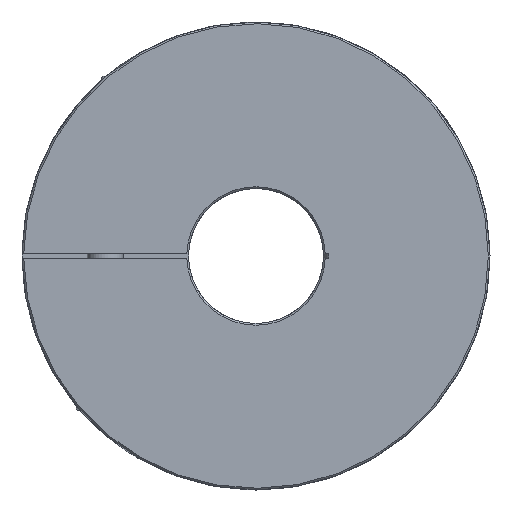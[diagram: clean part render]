
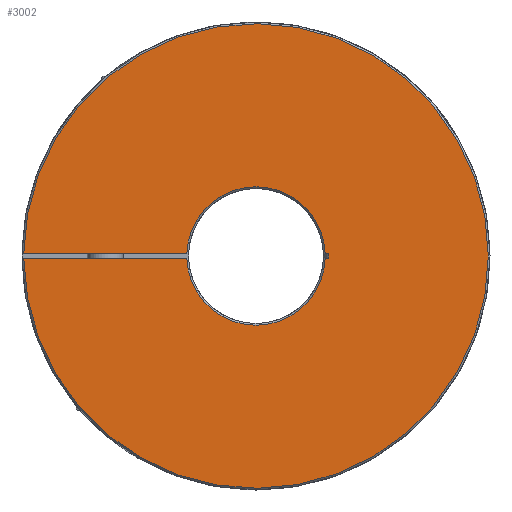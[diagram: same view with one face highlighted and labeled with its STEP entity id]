
A CAD part, left-side view. The second image highlights one B-rep face of the part: STEP entity #3002.
In plain terms, the highlighted planar face has unit normal (-1, 0, 0).
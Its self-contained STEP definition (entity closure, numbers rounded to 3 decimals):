
#628 = CIRCLE ( 'NONE', #3635, 15.381 ) ;
#1085 = CARTESIAN_POINT ( 'NONE',  ( -35., 0., 0. ) ) ;
#1093 = DIRECTION ( 'NONE',  ( -1., 0., 0. ) ) ;
#1094 = DIRECTION ( 'NONE',  ( 0., -1., 0. ) ) ;
#1541 = CARTESIAN_POINT ( 'NONE',  ( -35., 0., 0. ) ) ;
#1548 = PLANE ( 'NONE',  #3724 ) ;
#1551 = DIRECTION ( 'NONE',  ( -1., 0., 0. ) ) ;
#1552 = DIRECTION ( 'NONE',  ( 0., -1., 0. ) ) ;
#1627 = FACE_OUTER_BOUND ( 'NONE', #2324, .T. ) ;
#1687 = VECTOR ( 'NONE', #1964, 1000. ) ;
#1689 = LINE ( 'NONE', #1963, #1687 ) ;
#1690 = LINE ( 'NONE', #1959, #1693 ) ;
#1693 = VECTOR ( 'NONE', #1960, 1000. ) ;
#1694 = LINE ( 'NONE', #1965, #1700 ) ;
#1696 = LINE ( 'NONE', #1914, #1698 ) ;
#1698 = VECTOR ( 'NONE', #1966, 1000. ) ;
#1700 = VECTOR ( 'NONE', #1968, 1000. ) ;
#1702 = LINE ( 'NONE', #1969, #1703 ) ;
#1703 = VECTOR ( 'NONE', #1970, 1000. ) ;
#1705 = CIRCLE ( 'NONE', #3721, 51.619 ) ;
#1780 = CIRCLE ( 'NONE', #2176, 15.381 ) ;
#1886 = CARTESIAN_POINT ( 'NONE',  ( -35., 15.373, -0.5 ) ) ;
#1887 = CARTESIAN_POINT ( 'NONE',  ( -35., -15.373, -0.5 ) ) ;
#1891 = CARTESIAN_POINT ( 'NONE',  ( -35., -15.373, 0.5 ) ) ;
#1892 = CARTESIAN_POINT ( 'NONE',  ( -35., -16.218, 0.5 ) ) ;
#1893 = CARTESIAN_POINT ( 'NONE',  ( -35., -16.218, -0.5 ) ) ;
#1894 = CARTESIAN_POINT ( 'NONE',  ( -35., 51.617, -0.5 ) ) ;
#1895 = CARTESIAN_POINT ( 'NONE',  ( -35., 51.617, 0.5 ) ) ;
#1896 = CARTESIAN_POINT ( 'NONE',  ( -35., 15.373, 0.5 ) ) ;
#1914 = CARTESIAN_POINT ( 'NONE',  ( -35., -16.218, -23.431 ) ) ;
#1959 = CARTESIAN_POINT ( 'NONE',  ( -35., 0., -0.5 ) ) ;
#1960 = DIRECTION ( 'NONE',  ( 0., -1., 0. ) ) ;
#1963 = CARTESIAN_POINT ( 'NONE',  ( -35., -16.218, -0.5 ) ) ;
#1964 = DIRECTION ( 'NONE',  ( 0., 1., 0. ) ) ;
#1965 = CARTESIAN_POINT ( 'NONE',  ( -35., -16.218, 0.5 ) ) ;
#1966 = DIRECTION ( 'NONE',  ( 0., 0., 1. ) ) ;
#1967 = CARTESIAN_POINT ( 'NONE',  ( -35., 0., 0. ) ) ;
#1968 = DIRECTION ( 'NONE',  ( 0., -1., 0. ) ) ;
#1969 = CARTESIAN_POINT ( 'NONE',  ( -35., 0., 0.5 ) ) ;
#1970 = DIRECTION ( 'NONE',  ( 0., -1., 0. ) ) ;
#1971 = DIRECTION ( 'NONE',  ( 1., 0., 0. ) ) ;
#1972 = DIRECTION ( 'NONE',  ( 0., -1., 0. ) ) ;
#2123 = CARTESIAN_POINT ( 'NONE',  ( -35., 0., 0. ) ) ;
#2125 = DIRECTION ( 'NONE',  ( -1., 0., 0. ) ) ;
#2126 = DIRECTION ( 'NONE',  ( 0., -1., 0. ) ) ;
#2176 = AXIS2_PLACEMENT_3D ( 'NONE', #2123, #2125, #2126 ) ;
#2324 = EDGE_LOOP ( 'NONE', ( #3271, #3272, #3273, #3274, #3275, #3276, #3277, #3278 ) ) ;
#2757 = EDGE_CURVE ( 'NONE', #3391, #3396, #628, .T. ) ;
#3002 = ADVANCED_FACE ( 'NONE', ( #1627 ), #1548, .T. ) ;
#3271 = ORIENTED_EDGE ( 'NONE', *, *, #3467, .T. ) ;
#3272 = ORIENTED_EDGE ( 'NONE', *, *, #3466, .F. ) ;
#3273 = ORIENTED_EDGE ( 'NONE', *, *, #3465, .T. ) ;
#3274 = ORIENTED_EDGE ( 'NONE', *, *, #3526, .F. ) ;
#3275 = ORIENTED_EDGE ( 'NONE', *, *, #3463, .F. ) ;
#3276 = ORIENTED_EDGE ( 'NONE', *, *, #3469, .F. ) ;
#3277 = ORIENTED_EDGE ( 'NONE', *, *, #3468, .T. ) ;
#3278 = ORIENTED_EDGE ( 'NONE', *, *, #2757, .F. ) ;
#3385 = VERTEX_POINT ( 'NONE', #1886 ) ;
#3386 = VERTEX_POINT ( 'NONE', #1887 ) ;
#3391 = VERTEX_POINT ( 'NONE', #1891 ) ;
#3392 = VERTEX_POINT ( 'NONE', #1892 ) ;
#3393 = VERTEX_POINT ( 'NONE', #1893 ) ;
#3394 = VERTEX_POINT ( 'NONE', #1894 ) ;
#3395 = VERTEX_POINT ( 'NONE', #1895 ) ;
#3396 = VERTEX_POINT ( 'NONE', #1896 ) ;
#3463 = EDGE_CURVE ( 'NONE', #3394, #3385, #1690, .T. ) ;
#3465 = EDGE_CURVE ( 'NONE', #3393, #3386, #1689, .T. ) ;
#3466 = EDGE_CURVE ( 'NONE', #3393, #3392, #1696, .T. ) ;
#3467 = EDGE_CURVE ( 'NONE', #3391, #3392, #1694, .T. ) ;
#3468 = EDGE_CURVE ( 'NONE', #3395, #3396, #1702, .T. ) ;
#3469 = EDGE_CURVE ( 'NONE', #3395, #3394, #1705, .T. ) ;
#3526 = EDGE_CURVE ( 'NONE', #3385, #3386, #1780, .T. ) ;
#3635 = AXIS2_PLACEMENT_3D ( 'NONE', #1085, #1093, #1094 ) ;
#3721 = AXIS2_PLACEMENT_3D ( 'NONE', #1967, #1971, #1972 ) ;
#3724 = AXIS2_PLACEMENT_3D ( 'NONE', #1541, #1551, #1552 ) ;
